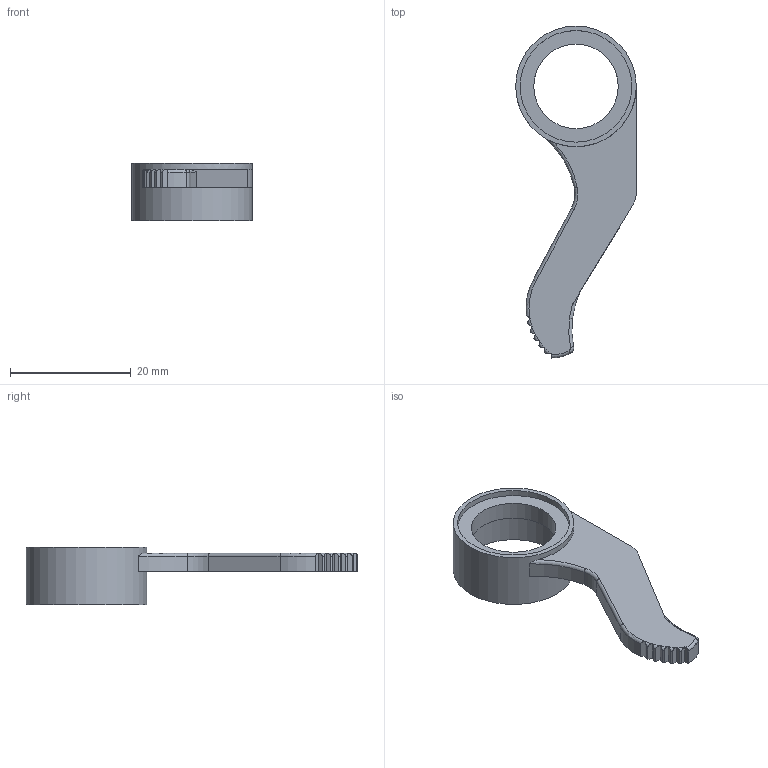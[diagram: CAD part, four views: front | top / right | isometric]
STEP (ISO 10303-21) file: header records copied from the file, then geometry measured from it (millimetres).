
FILE_DESCRIPTION(/* description */ (''),/* implementation_level */ '2;1');
FILE_NAME(/* name */ 'lever - lever (1) v5.step',/* time_stamp */ '2020-06-08T16:47:38+02:00',/* author */ (''),/* organization */ (''),/* preprocessor_version */ 'ST-DEVELOPER v18.1',/* originating_system */ 'Autodesk Translation Framework v9.3.0.1241',/* authorisation */ '');
FILE_SCHEMA (('AUTOMOTIVE_DESIGN { 1 0 10303 214 3 1 1 }'));
Length unit declared in the file: millimetre
Products named in the file (1): lever - lever (1)
Bounding box: 20 x 55 x 9.5 mm (x, y, z)
Volume: 1987.5 mm3; surface area: 2289.8 mm2
Topology: 1 solids, 1 shells, 50 faces, 131 edges, 85 vertices
Faces by surface type: plane 21, cylinder 18, torus 10, bspline 1
Full cylindrical faces by diameter (mm): 14 x1, 17.2 x1, 18.5 x1, 20 x1
Entity records: 1707 total; most frequent: CARTESIAN_POINT 414, DIRECTION 267, ORIENTED_EDGE 262, EDGE_CURVE 131, AXIS2_PLACEMENT_3D 101, VERTEX_POINT 85, LINE 65, VECTOR 65
